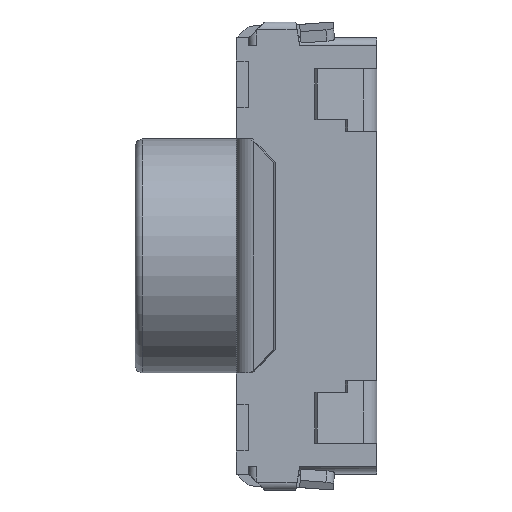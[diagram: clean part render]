
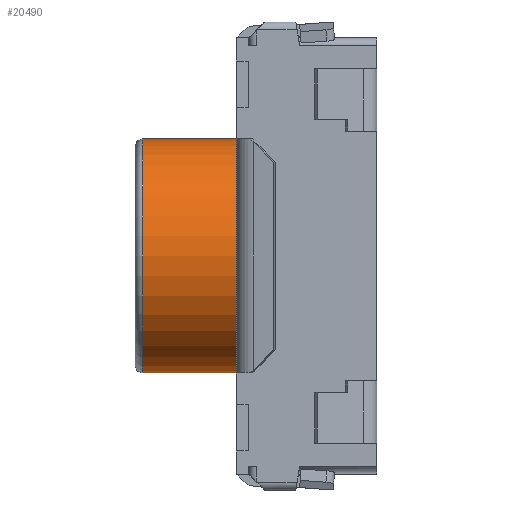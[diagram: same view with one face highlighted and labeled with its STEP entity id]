
A CAD part, left-side view. The second image highlights one B-rep face of the part: STEP entity #20490.
In plain terms, the highlighted cylindrical face has radius 1.5 mm (diameter 3 mm), a partial arc.
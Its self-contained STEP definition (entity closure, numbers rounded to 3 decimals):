
#1966 = VERTEX_POINT('',#1967);
#1967 = CARTESIAN_POINT('',(0.,3.,-1.5));
#1968 = VERTEX_POINT('',#1969);
#1969 = CARTESIAN_POINT('',(0.,3.,1.5));
#1989 = CYLINDRICAL_SURFACE('',#1990,1.5);
#1990 = AXIS2_PLACEMENT_3D('',#1991,#1992,#1993);
#1991 = CARTESIAN_POINT('',(0.,3.1,0.));
#1992 = DIRECTION('',(-0.,-1.,-0.));
#1993 = DIRECTION('',(0.,0.,-1.));
#2018 = TOROIDAL_SURFACE('',#2019,1.4,0.1);
#2019 = AXIS2_PLACEMENT_3D('',#2020,#2021,#2022);
#2020 = CARTESIAN_POINT('',(0.,3.,0.));
#2021 = DIRECTION('',(0.,1.,0.));
#2022 = DIRECTION('',(0.,0.,1.));
#2085 = EDGE_CURVE('',#1968,#2086,#2088,.T.);
#2086 = VERTEX_POINT('',#2087);
#2087 = CARTESIAN_POINT('',(0.,1.65,1.5));
#2088 = SURFACE_CURVE('',#2089,(#2093,#2100),.PCURVE_S1.);
#2089 = LINE('',#2090,#2091);
#2090 = CARTESIAN_POINT('',(0.,3.1,1.5));
#2091 = VECTOR('',#2092,1.);
#2092 = DIRECTION('',(-0.,-1.,-0.));
#2093 = PCURVE('',#1989,#2094);
#2094 = DEFINITIONAL_REPRESENTATION('',(#2095),#2099);
#2095 = LINE('',#2096,#2097);
#2096 = CARTESIAN_POINT('',(3.142,0.));
#2097 = VECTOR('',#2098,1.);
#2098 = DIRECTION('',(0.,1.));
#2099 = ( GEOMETRIC_REPRESENTATION_CONTEXT(2) 
PARAMETRIC_REPRESENTATION_CONTEXT() REPRESENTATION_CONTEXT('2D SPACE',''
  ) );
#2100 = PCURVE('',#2101,#2106);
#2101 = CYLINDRICAL_SURFACE('',#2102,1.5);
#2102 = AXIS2_PLACEMENT_3D('',#2103,#2104,#2105);
#2103 = CARTESIAN_POINT('',(0.,3.1,0.));
#2104 = DIRECTION('',(-0.,-1.,-0.));
#2105 = DIRECTION('',(0.,0.,-1.));
#2106 = DEFINITIONAL_REPRESENTATION('',(#2107),#2111);
#2107 = LINE('',#2108,#2109);
#2108 = CARTESIAN_POINT('',(3.142,0.));
#2109 = VECTOR('',#2110,1.);
#2110 = DIRECTION('',(0.,1.));
#2111 = ( GEOMETRIC_REPRESENTATION_CONTEXT(2) 
PARAMETRIC_REPRESENTATION_CONTEXT() REPRESENTATION_CONTEXT('2D SPACE',''
  ) );
#2114 = VERTEX_POINT('',#2115);
#2115 = CARTESIAN_POINT('',(0.,1.65,-1.5));
#2130 = PLANE('',#2131);
#2131 = AXIS2_PLACEMENT_3D('',#2132,#2133,#2134);
#2132 = CARTESIAN_POINT('',(-3.1,1.65,2.8));
#2133 = DIRECTION('',(0.,1.,0.));
#2134 = DIRECTION('',(0.,0.,1.));
#2142 = EDGE_CURVE('',#1966,#2114,#2143,.T.);
#2143 = SURFACE_CURVE('',#2144,(#2148,#2155),.PCURVE_S1.);
#2144 = LINE('',#2145,#2146);
#2145 = CARTESIAN_POINT('',(0.,3.1,-1.5));
#2146 = VECTOR('',#2147,1.);
#2147 = DIRECTION('',(-0.,-1.,-0.));
#2148 = PCURVE('',#1989,#2149);
#2149 = DEFINITIONAL_REPRESENTATION('',(#2150),#2154);
#2150 = LINE('',#2151,#2152);
#2151 = CARTESIAN_POINT('',(0.,0.));
#2152 = VECTOR('',#2153,1.);
#2153 = DIRECTION('',(0.,1.));
#2154 = ( GEOMETRIC_REPRESENTATION_CONTEXT(2) 
PARAMETRIC_REPRESENTATION_CONTEXT() REPRESENTATION_CONTEXT('2D SPACE',''
  ) );
#2155 = PCURVE('',#2101,#2156);
#2156 = DEFINITIONAL_REPRESENTATION('',(#2157),#2161);
#2157 = LINE('',#2158,#2159);
#2158 = CARTESIAN_POINT('',(6.283,0.));
#2159 = VECTOR('',#2160,1.);
#2160 = DIRECTION('',(0.,1.));
#2161 = ( GEOMETRIC_REPRESENTATION_CONTEXT(2) 
PARAMETRIC_REPRESENTATION_CONTEXT() REPRESENTATION_CONTEXT('2D SPACE',''
  ) );
#19143 = EDGE_CURVE('',#2114,#2086,#19144,.T.);
#19144 = SURFACE_CURVE('',#19145,(#19150,#19157),.PCURVE_S1.);
#19145 = CIRCLE('',#19146,1.5);
#19146 = AXIS2_PLACEMENT_3D('',#19147,#19148,#19149);
#19147 = CARTESIAN_POINT('',(0.,1.65,0.));
#19148 = DIRECTION('',(0.,1.,0.));
#19149 = DIRECTION('',(0.,0.,1.));
#19150 = PCURVE('',#2130,#19151);
#19151 = DEFINITIONAL_REPRESENTATION('',(#19152),#19156);
#19152 = CIRCLE('',#19153,1.5);
#19153 = AXIS2_PLACEMENT_2D('',#19154,#19155);
#19154 = CARTESIAN_POINT('',(-2.8,3.1));
#19155 = DIRECTION('',(1.,0.));
#19156 = ( GEOMETRIC_REPRESENTATION_CONTEXT(2) 
PARAMETRIC_REPRESENTATION_CONTEXT() REPRESENTATION_CONTEXT('2D SPACE',''
  ) );
#19157 = PCURVE('',#2101,#19158);
#19158 = DEFINITIONAL_REPRESENTATION('',(#19159),#19163);
#19159 = LINE('',#19160,#19161);
#19160 = CARTESIAN_POINT('',(9.425,1.45));
#19161 = VECTOR('',#19162,1.);
#19162 = DIRECTION('',(-1.,0.));
#19163 = ( GEOMETRIC_REPRESENTATION_CONTEXT(2) 
PARAMETRIC_REPRESENTATION_CONTEXT() REPRESENTATION_CONTEXT('2D SPACE',''
  ) );
#20490 = ADVANCED_FACE('',(#20491),#2101,.T.);
#20491 = FACE_BOUND('',#20492,.T.);
#20492 = EDGE_LOOP('',(#20493,#20494,#20516,#20517));
#20493 = ORIENTED_EDGE('',*,*,#2085,.F.);
#20494 = ORIENTED_EDGE('',*,*,#20495,.T.);
#20495 = EDGE_CURVE('',#1968,#1966,#20496,.T.);
#20496 = SURFACE_CURVE('',#20497,(#20502,#20509),.PCURVE_S1.);
#20497 = CIRCLE('',#20498,1.5);
#20498 = AXIS2_PLACEMENT_3D('',#20499,#20500,#20501);
#20499 = CARTESIAN_POINT('',(0.,3.,0.));
#20500 = DIRECTION('',(0.,-1.,0.));
#20501 = DIRECTION('',(0.,0.,1.));
#20502 = PCURVE('',#2101,#20503);
#20503 = DEFINITIONAL_REPRESENTATION('',(#20504),#20508);
#20504 = LINE('',#20505,#20506);
#20505 = CARTESIAN_POINT('',(3.142,0.1));
#20506 = VECTOR('',#20507,1.);
#20507 = DIRECTION('',(1.,0.));
#20508 = ( GEOMETRIC_REPRESENTATION_CONTEXT(2) 
PARAMETRIC_REPRESENTATION_CONTEXT() REPRESENTATION_CONTEXT('2D SPACE',''
  ) );
#20509 = PCURVE('',#2018,#20510);
#20510 = DEFINITIONAL_REPRESENTATION('',(#20511),#20515);
#20511 = LINE('',#20512,#20513);
#20512 = CARTESIAN_POINT('',(6.283,0.));
#20513 = VECTOR('',#20514,1.);
#20514 = DIRECTION('',(-1.,0.));
#20515 = ( GEOMETRIC_REPRESENTATION_CONTEXT(2) 
PARAMETRIC_REPRESENTATION_CONTEXT() REPRESENTATION_CONTEXT('2D SPACE',''
  ) );
#20516 = ORIENTED_EDGE('',*,*,#2142,.T.);
#20517 = ORIENTED_EDGE('',*,*,#19143,.T.);
